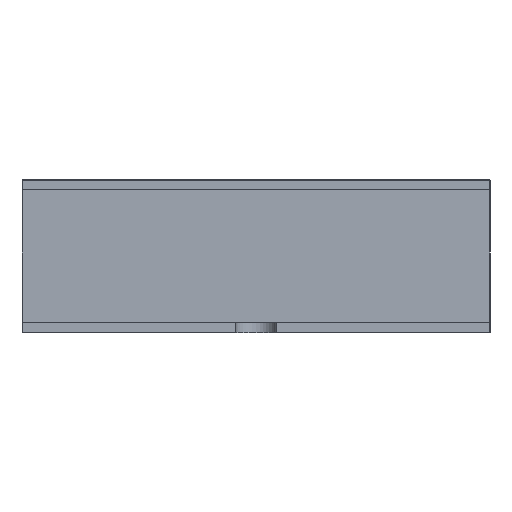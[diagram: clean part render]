
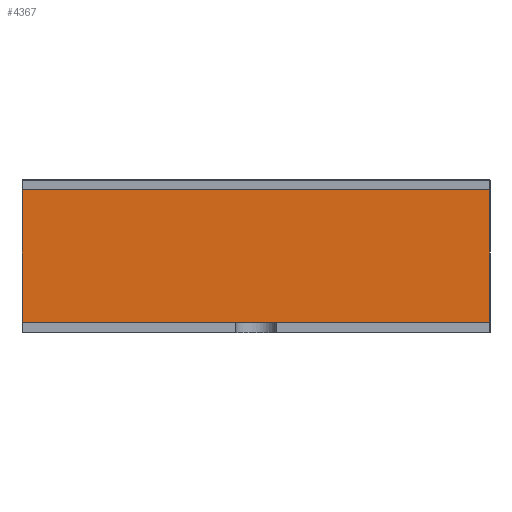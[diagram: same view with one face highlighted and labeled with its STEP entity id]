
A CAD part, left-side view. The second image highlights one B-rep face of the part: STEP entity #4367.
In plain terms, the highlighted planar face has unit normal (-1, 0, 0).
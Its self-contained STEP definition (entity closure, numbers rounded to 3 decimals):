
#294 = VERTEX_POINT ( 'NONE', #4039 ) ;
#388 = LINE ( 'NONE', #1462, #14963 ) ;
#667 = LINE ( 'NONE', #6145, #6715 ) ;
#1462 = CARTESIAN_POINT ( 'NONE',  ( -7.1, 4.575, -2.6 ) ) ;
#1581 = CARTESIAN_POINT ( 'NONE',  ( -7.1, -4.575, 0. ) ) ;
#2553 = VECTOR ( 'NONE', #15637, 1000. ) ;
#2619 = ORIENTED_EDGE ( 'NONE', *, *, #8727, .F. ) ;
#3292 = LINE ( 'NONE', #17196, #2553 ) ;
#3662 = CARTESIAN_POINT ( 'NONE',  ( -7.1, -4.575, -2.6 ) ) ;
#3674 = DIRECTION ( 'NONE',  ( 0., 0., 1. ) ) ;
#4039 = CARTESIAN_POINT ( 'NONE',  ( -7.1, 4.575, 0. ) ) ;
#4367 = ADVANCED_FACE ( 'NONE', ( #12270 ), #9553, .T. ) ;
#5081 = AXIS2_PLACEMENT_3D ( 'NONE', #9283, #14818, #3674 ) ;
#6145 = CARTESIAN_POINT ( 'NONE',  ( -7.1, 4.575, 0. ) ) ;
#6715 = VECTOR ( 'NONE', #8119, 1000. ) ;
#7948 = CARTESIAN_POINT ( 'NONE',  ( -7.1, 4.575, -2.6 ) ) ;
#8113 = CARTESIAN_POINT ( 'NONE',  ( -7.1, 4.575, -2.6 ) ) ;
#8119 = DIRECTION ( 'NONE',  ( 0., -1., 0. ) ) ;
#8120 = VERTEX_POINT ( 'NONE', #3662 ) ;
#8727 = EDGE_CURVE ( 'NONE', #294, #15911, #667, .T. ) ;
#9283 = CARTESIAN_POINT ( 'NONE',  ( -7.1, 4.575, -2.6 ) ) ;
#9553 = PLANE ( 'NONE',  #5081 ) ;
#9864 = ORIENTED_EDGE ( 'NONE', *, *, #12760, .T. ) ;
#10842 = LINE ( 'NONE', #7948, #17264 ) ;
#11251 = ORIENTED_EDGE ( 'NONE', *, *, #11321, .F. ) ;
#11321 = EDGE_CURVE ( 'NONE', #16367, #294, #388, .T. ) ;
#12270 = FACE_OUTER_BOUND ( 'NONE', #13044, .T. ) ;
#12760 = EDGE_CURVE ( 'NONE', #16367, #8120, #10842, .T. ) ;
#13044 = EDGE_LOOP ( 'NONE', ( #2619, #11251, #9864, #14645 ) ) ;
#13930 = EDGE_CURVE ( 'NONE', #8120, #15911, #3292, .T. ) ;
#14645 = ORIENTED_EDGE ( 'NONE', *, *, #13930, .T. ) ;
#14818 = DIRECTION ( 'NONE',  ( -1., 0., 0. ) ) ;
#14963 = VECTOR ( 'NONE', #16953, 1000. ) ;
#15637 = DIRECTION ( 'NONE',  ( 0., 0., 1. ) ) ;
#15911 = VERTEX_POINT ( 'NONE', #1581 ) ;
#16367 = VERTEX_POINT ( 'NONE', #8113 ) ;
#16405 = DIRECTION ( 'NONE',  ( 0., -1., 0. ) ) ;
#16953 = DIRECTION ( 'NONE',  ( 0., 0., 1. ) ) ;
#17196 = CARTESIAN_POINT ( 'NONE',  ( -7.1, -4.575, -2.6 ) ) ;
#17264 = VECTOR ( 'NONE', #16405, 1000. ) ;
